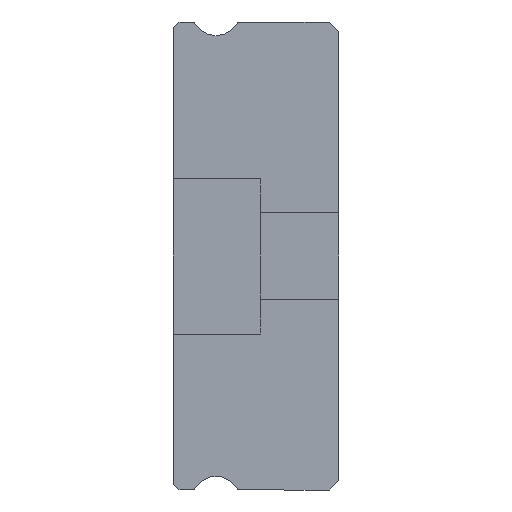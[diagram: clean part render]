
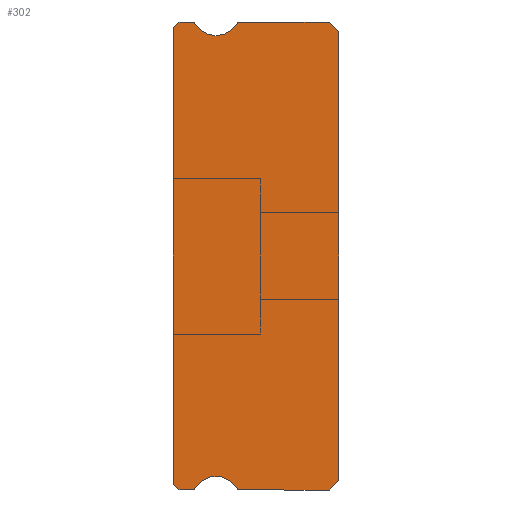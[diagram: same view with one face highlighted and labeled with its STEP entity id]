
A CAD part, left-side view. The second image highlights one B-rep face of the part: STEP entity #302.
In plain terms, the highlighted planar face has unit normal (-1, 0, 0).
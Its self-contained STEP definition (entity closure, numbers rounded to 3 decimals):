
#67 = ORIENTED_EDGE ( 'NONE', *, *, #99, .F. ) ;
#99 = EDGE_CURVE ( 'NONE', #180, #862, #4951, .T. ) ;
#118 = CIRCLE ( 'NONE', #2692, 1.25 ) ;
#122 = DIRECTION ( 'NONE',  ( 0., -1., 0. ) ) ;
#142 = DIRECTION ( 'NONE',  ( 1., 0., 0. ) ) ;
#150 = VECTOR ( 'NONE', #3466, 1000. ) ;
#153 = DIRECTION ( 'NONE',  ( 0., 1., 0. ) ) ;
#156 = ORIENTED_EDGE ( 'NONE', *, *, #5241, .F. ) ;
#161 = DIRECTION ( 'NONE',  ( 0., -0.707, -0.707 ) ) ;
#178 = CARTESIAN_POINT ( 'NONE',  ( -5., 6.3, 12.55 ) ) ;
#180 = VERTEX_POINT ( 'NONE', #5123 ) ;
#193 = CARTESIAN_POINT ( 'NONE',  ( -5., 8.2, -12. ) ) ;
#194 = ORIENTED_EDGE ( 'NONE', *, *, #1762, .F. ) ;
#254 = EDGE_CURVE ( 'NONE', #5559, #2660, #3437, .T. ) ;
#302 = ADVANCED_FACE ( 'NONE', ( #1421 ), #6535, .F. ) ;
#366 = CIRCLE ( 'NONE', #3043, 0.15 ) ;
#390 = CARTESIAN_POINT ( 'NONE',  ( -5., 7.512, -12. ) ) ;
#434 = EDGE_CURVE ( 'NONE', #862, #5746, #5276, .T. ) ;
#494 = LINE ( 'NONE', #871, #6669 ) ;
#528 = DIRECTION ( 'NONE',  ( 0., 1., 0. ) ) ;
#581 = CIRCLE ( 'NONE', #2083, 0.15 ) ;
#751 = ORIENTED_EDGE ( 'NONE', *, *, #2726, .T. ) ;
#822 = ORIENTED_EDGE ( 'NONE', *, *, #2189, .F. ) ;
#829 = EDGE_CURVE ( 'NONE', #3580, #3467, #1606, .T. ) ;
#862 = VERTEX_POINT ( 'NONE', #2162 ) ;
#871 = CARTESIAN_POINT ( 'NONE',  ( -5., 8.2, 12. ) ) ;
#945 = AXIS2_PLACEMENT_3D ( 'NONE', #5824, #142, #2194 ) ;
#1005 = EDGE_CURVE ( 'NONE', #3467, #180, #118, .T. ) ;
#1019 = DIRECTION ( 'NONE',  ( 0., 0., -1. ) ) ;
#1098 = CARTESIAN_POINT ( 'NONE',  ( -5., 8.2, 12. ) ) ;
#1103 = CARTESIAN_POINT ( 'NONE',  ( -5., 7.512, 11.85 ) ) ;
#1136 = DIRECTION ( 'NONE',  ( 0., 0., 1. ) ) ;
#1157 = EDGE_CURVE ( 'NONE', #5779, #4772, #494, .T. ) ;
#1218 = CARTESIAN_POINT ( 'NONE',  ( -5., 8.5, 11.7 ) ) ;
#1246 = CARTESIAN_POINT ( 'NONE',  ( -5., 0., 11.5 ) ) ;
#1277 = EDGE_CURVE ( 'NONE', #3783, #3068, #4312, .T. ) ;
#1287 = DIRECTION ( 'NONE',  ( 0., 0., -1. ) ) ;
#1334 = ORIENTED_EDGE ( 'NONE', *, *, #1157, .T. ) ;
#1352 = VERTEX_POINT ( 'NONE', #5971 ) ;
#1361 = ORIENTED_EDGE ( 'NONE', *, *, #434, .F. ) ;
#1416 = ORIENTED_EDGE ( 'NONE', *, *, #5621, .T. ) ;
#1421 = FACE_OUTER_BOUND ( 'NONE', #5534, .T. ) ;
#1454 = DIRECTION ( 'NONE',  ( -1., 0., 0. ) ) ;
#1457 = ORIENTED_EDGE ( 'NONE', *, *, #1886, .T. ) ;
#1489 = AXIS2_PLACEMENT_3D ( 'NONE', #4095, #5014, #6602 ) ;
#1606 = CIRCLE ( 'NONE', #3331, 1.25 ) ;
#1618 = AXIS2_PLACEMENT_3D ( 'NONE', #1103, #3537, #1982 ) ;
#1643 = EDGE_CURVE ( 'NONE', #1968, #1352, #6130, .T. ) ;
#1646 = CARTESIAN_POINT ( 'NONE',  ( -5., 0., -11.5 ) ) ;
#1666 = ORIENTED_EDGE ( 'NONE', *, *, #6164, .F. ) ;
#1755 = DIRECTION ( 'NONE',  ( 0., 0., 1. ) ) ;
#1762 = EDGE_CURVE ( 'NONE', #1352, #4868, #6197, .T. ) ;
#1886 = EDGE_CURVE ( 'NONE', #1968, #5548, #4335, .T. ) ;
#1905 = VERTEX_POINT ( 'NONE', #1218 ) ;
#1906 = DIRECTION ( 'NONE',  ( 0., -1., 0. ) ) ;
#1968 = VERTEX_POINT ( 'NONE', #1646 ) ;
#1973 = VECTOR ( 'NONE', #1906, 1000. ) ;
#1982 = DIRECTION ( 'NONE',  ( 0., 0., -1. ) ) ;
#1998 = LINE ( 'NONE', #2917, #1973 ) ;
#2016 = VECTOR ( 'NONE', #5177, 1000. ) ;
#2017 = CARTESIAN_POINT ( 'NONE',  ( -5., 5.088, -12. ) ) ;
#2083 = AXIS2_PLACEMENT_3D ( 'NONE', #2271, #4306, #1287 ) ;
#2162 = CARTESIAN_POINT ( 'NONE',  ( -5., 5.088, 12. ) ) ;
#2189 = EDGE_CURVE ( 'NONE', #2660, #6374, #366, .T. ) ;
#2194 = DIRECTION ( 'NONE',  ( 0., 0., -1. ) ) ;
#2201 = CARTESIAN_POINT ( 'NONE',  ( -5., 7.512, 12. ) ) ;
#2225 = DIRECTION ( 'NONE',  ( 0., 0., -1. ) ) ;
#2262 = EDGE_CURVE ( 'NONE', #5746, #5548, #5604, .T. ) ;
#2271 = CARTESIAN_POINT ( 'NONE',  ( -5., 5.088, -11.85 ) ) ;
#2452 = LINE ( 'NONE', #4523, #5291 ) ;
#2469 = AXIS2_PLACEMENT_3D ( 'NONE', #3448, #1454, #1019 ) ;
#2611 = CARTESIAN_POINT ( 'NONE',  ( -5., 8.2, -12. ) ) ;
#2660 = VERTEX_POINT ( 'NONE', #5629 ) ;
#2692 = AXIS2_PLACEMENT_3D ( 'NONE', #178, #4802, #2225 ) ;
#2697 = CARTESIAN_POINT ( 'NONE',  ( -5., 6.3, 11.3 ) ) ;
#2723 = ORIENTED_EDGE ( 'NONE', *, *, #3919, .F. ) ;
#2726 = EDGE_CURVE ( 'NONE', #3068, #6374, #1998, .T. ) ;
#2917 = CARTESIAN_POINT ( 'NONE',  ( -5., 7.512, -12. ) ) ;
#2955 = CARTESIAN_POINT ( 'NONE',  ( -5., 0.5, 12. ) ) ;
#2999 = CARTESIAN_POINT ( 'NONE',  ( -5., 6.3, 12.55 ) ) ;
#3043 = AXIS2_PLACEMENT_3D ( 'NONE', #3325, #4426, #5405 ) ;
#3068 = VERTEX_POINT ( 'NONE', #2611 ) ;
#3101 = VECTOR ( 'NONE', #153, 1000. ) ;
#3212 = VECTOR ( 'NONE', #1755, 1000. ) ;
#3248 = ORIENTED_EDGE ( 'NONE', *, *, #1005, .F. ) ;
#3325 = CARTESIAN_POINT ( 'NONE',  ( -5., 7.512, -11.85 ) ) ;
#3331 = AXIS2_PLACEMENT_3D ( 'NONE', #2999, #5995, #3996 ) ;
#3437 = CIRCLE ( 'NONE', #2469, 1.25 ) ;
#3448 = CARTESIAN_POINT ( 'NONE',  ( -5., 6.3, -12.55 ) ) ;
#3466 = DIRECTION ( 'NONE',  ( 0., -0.707, -0.707 ) ) ;
#3467 = VERTEX_POINT ( 'NONE', #2697 ) ;
#3494 = CARTESIAN_POINT ( 'NONE',  ( -5., 0., 11.5 ) ) ;
#3531 = VECTOR ( 'NONE', #1136, 1000. ) ;
#3537 = DIRECTION ( 'NONE',  ( 1., 0., 0. ) ) ;
#3580 = VERTEX_POINT ( 'NONE', #6358 ) ;
#3629 = CARTESIAN_POINT ( 'NONE',  ( -5., 7.512, 12. ) ) ;
#3783 = VERTEX_POINT ( 'NONE', #4659 ) ;
#3919 = EDGE_CURVE ( 'NONE', #3783, #1905, #6445, .T. ) ;
#3996 = DIRECTION ( 'NONE',  ( 0., 0., -1. ) ) ;
#4009 = DIRECTION ( 'NONE',  ( 0., 0.707, -0.707 ) ) ;
#4095 = CARTESIAN_POINT ( 'NONE',  ( -5., 7.512, 11.85 ) ) ;
#4144 = ORIENTED_EDGE ( 'NONE', *, *, #829, .F. ) ;
#4306 = DIRECTION ( 'NONE',  ( 1., 0., 0. ) ) ;
#4312 = LINE ( 'NONE', #193, #4403 ) ;
#4335 = LINE ( 'NONE', #1246, #3212 ) ;
#4385 = CARTESIAN_POINT ( 'NONE',  ( -5., 5.217, -11.925 ) ) ;
#4403 = VECTOR ( 'NONE', #161, 1000. ) ;
#4410 = ORIENTED_EDGE ( 'NONE', *, *, #254, .F. ) ;
#4425 = ORIENTED_EDGE ( 'NONE', *, *, #1643, .F. ) ;
#4426 = DIRECTION ( 'NONE',  ( 1., 0., 0. ) ) ;
#4523 = CARTESIAN_POINT ( 'NONE',  ( -5., 8.5, 11.7 ) ) ;
#4659 = CARTESIAN_POINT ( 'NONE',  ( -5., 8.5, -11.7 ) ) ;
#4672 = CARTESIAN_POINT ( 'NONE',  ( -5., 0., -11.5 ) ) ;
#4772 = VERTEX_POINT ( 'NONE', #1098 ) ;
#4802 = DIRECTION ( 'NONE',  ( -1., 0., 0. ) ) ;
#4868 = VERTEX_POINT ( 'NONE', #2017 ) ;
#4951 = CIRCLE ( 'NONE', #945, 0.15 ) ;
#5014 = DIRECTION ( 'NONE',  ( 1., 0., 0. ) ) ;
#5123 = CARTESIAN_POINT ( 'NONE',  ( -5., 5.217, 11.925 ) ) ;
#5177 = DIRECTION ( 'NONE',  ( 0., 0.707, -0.707 ) ) ;
#5241 = EDGE_CURVE ( 'NONE', #5779, #3580, #5617, .T. ) ;
#5261 = CARTESIAN_POINT ( 'NONE',  ( -5., 8.5, 11.85 ) ) ;
#5276 = LINE ( 'NONE', #2201, #6365 ) ;
#5277 = CARTESIAN_POINT ( 'NONE',  ( -5., 7.512, -12. ) ) ;
#5291 = VECTOR ( 'NONE', #4009, 1000. ) ;
#5405 = DIRECTION ( 'NONE',  ( 0., 0., -1. ) ) ;
#5534 = EDGE_LOOP ( 'NONE', ( #2723, #5840, #751, #822, #4410, #1666, #194, #4425, #1457, #5859, #1361, #67, #3248, #4144, #156, #1334, #1416 ) ) ;
#5548 = VERTEX_POINT ( 'NONE', #3494 ) ;
#5559 = VERTEX_POINT ( 'NONE', #4385 ) ;
#5604 = LINE ( 'NONE', #2955, #150 ) ;
#5617 = CIRCLE ( 'NONE', #1618, 0.15 ) ;
#5621 = EDGE_CURVE ( 'NONE', #4772, #1905, #2452, .T. ) ;
#5629 = CARTESIAN_POINT ( 'NONE',  ( -5., 7.383, -11.925 ) ) ;
#5632 = CARTESIAN_POINT ( 'NONE',  ( -5., 0.5, 12. ) ) ;
#5746 = VERTEX_POINT ( 'NONE', #5632 ) ;
#5779 = VERTEX_POINT ( 'NONE', #3629 ) ;
#5824 = CARTESIAN_POINT ( 'NONE',  ( -5., 5.088, 11.85 ) ) ;
#5840 = ORIENTED_EDGE ( 'NONE', *, *, #1277, .T. ) ;
#5859 = ORIENTED_EDGE ( 'NONE', *, *, #2262, .F. ) ;
#5971 = CARTESIAN_POINT ( 'NONE',  ( -5., 0.5, -12. ) ) ;
#5995 = DIRECTION ( 'NONE',  ( -1., 0., 0. ) ) ;
#6130 = LINE ( 'NONE', #4672, #2016 ) ;
#6164 = EDGE_CURVE ( 'NONE', #4868, #5559, #581, .T. ) ;
#6197 = LINE ( 'NONE', #5277, #3101 ) ;
#6358 = CARTESIAN_POINT ( 'NONE',  ( -5., 7.383, 11.925 ) ) ;
#6365 = VECTOR ( 'NONE', #122, 1000. ) ;
#6374 = VERTEX_POINT ( 'NONE', #390 ) ;
#6445 = LINE ( 'NONE', #5261, #3531 ) ;
#6535 = PLANE ( 'NONE',  #1489 ) ;
#6602 = DIRECTION ( 'NONE',  ( 0., 0., -1. ) ) ;
#6669 = VECTOR ( 'NONE', #528, 1000. ) ;
